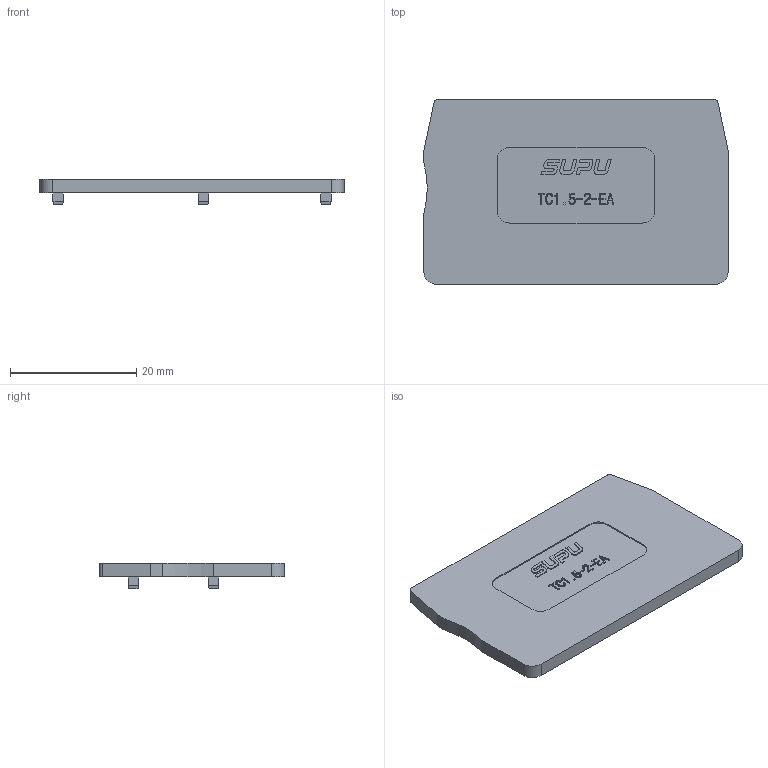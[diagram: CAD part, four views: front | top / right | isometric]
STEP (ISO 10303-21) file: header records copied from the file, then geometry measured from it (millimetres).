
FILE_DESCRIPTION(/* description */ (''),/* implementation_level */ '2;1');
FILE_NAME(/* name */ 'SP6100T1900.stp',/* time_stamp */ '2019-08-15T09:17:56+08:00',/* author */ (''),/* organization */ (''),/* preprocessor_version */ 'ST-DEVELOPER v16',/* originating_system */ 'SIEMENS PLM Software NX 10.0',/* authorisation */ '');
FILE_SCHEMA (('AUTOMOTIVE_DESIGN { 1 0 10303 214 3 1 1 1 }'));
Length unit declared in the file: millimetre
Products named in the file (1): SYX08C02C1096uf
Bounding box: 48.2 x 29.25 x 4.1 mm (x, y, z)
Volume: 3019.6 mm3; surface area: 3178.8 mm2
Topology: 1 solids, 1 shells, 588 faces, 1689 edges, 1122 vertices
Faces by surface type: plane 555, extrusion 24, cylinder 9
Entity records: 20811 total; most frequent: CARTESIAN_POINT 7045, ORIENTED_EDGE 3378, DIRECTION 1877, EDGE_CURVE 1689, VERTEX_POINT 1122, B_SPLINE_CURVE_WITH_KNOTS 1008, VECTOR 711, LINE 687
